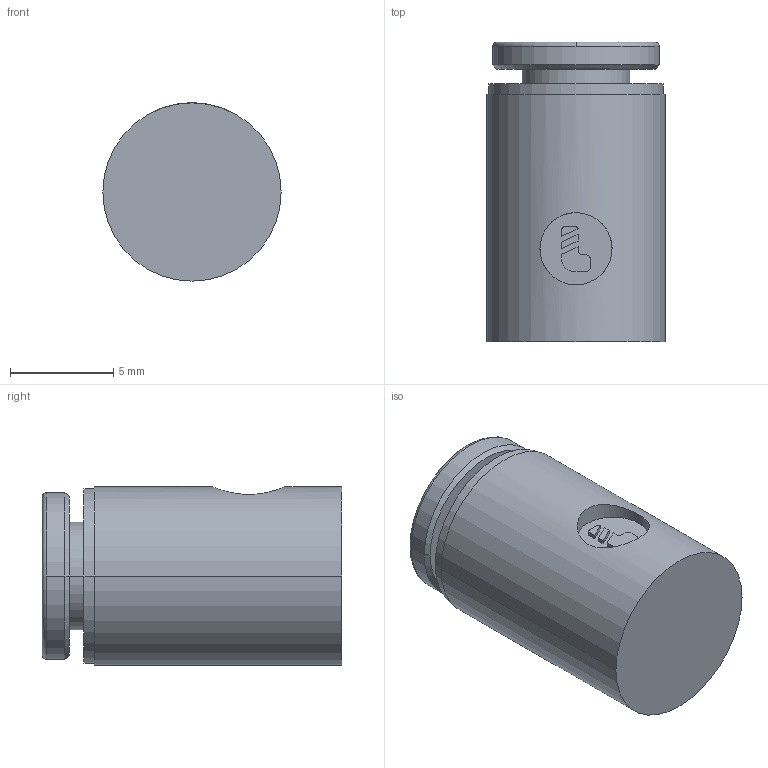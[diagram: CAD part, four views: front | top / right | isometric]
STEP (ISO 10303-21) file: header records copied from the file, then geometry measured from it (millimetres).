
FILE_DESCRIPTION(('STEP AP214'),'1');
FILE_NAME('6351_04_00WP2.stp','2016-07-07T14:17:32',('TraceParts'),('TraceParts S.A.'),'Spatial InterOp 3D',' ',' ');
FILE_SCHEMA(('automotive_design'));
Length unit declared in the file: millimetre
Products named in the file (1): 1
Bounding box: 8.65 x 14.52 x 8.65 mm (x, y, z)
Volume: 650.2 mm3; surface area: 723.6 mm2
Topology: 1 solids, 1 shells, 45 faces, 104 edges, 69 vertices
Faces by surface type: plane 23, cylinder 18, torus 2, cone 2
Entity records: 1370 total; most frequent: CARTESIAN_POINT 285, DIRECTION 237, ORIENTED_EDGE 208, EDGE_CURVE 104, AXIS2_PLACEMENT_3D 89, VERTEX_POINT 69, LINE 59, VECTOR 59
